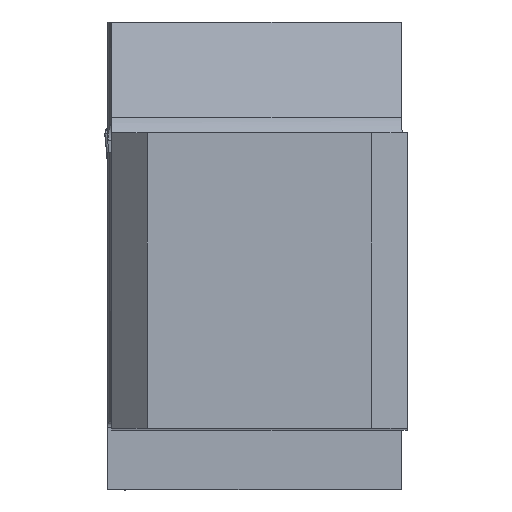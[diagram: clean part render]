
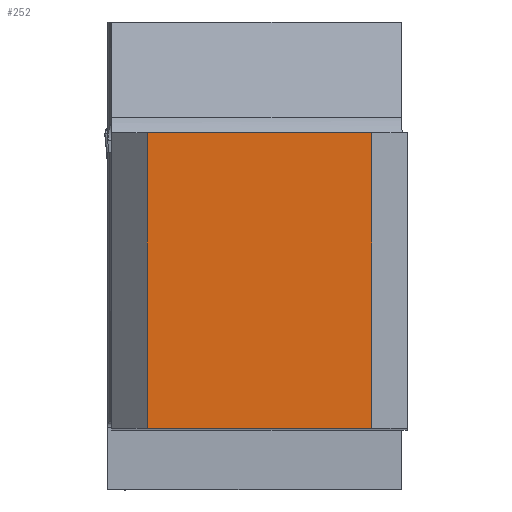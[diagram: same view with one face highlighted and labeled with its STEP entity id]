
A CAD part, top view. The second image highlights one B-rep face of the part: STEP entity #252.
In plain terms, the highlighted planar face has unit normal (0, 0, 1).
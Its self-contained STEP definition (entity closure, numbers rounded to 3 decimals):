
#252=ADVANCED_FACE('CU_BACK_SU1',(#430),#366,.F.);
#366=PLANE('',#2294);
#430=FACE_OUTER_BOUND('',#548,.T.);
#548=EDGE_LOOP('',(#842,#843,#844,#845));
#842=ORIENTED_EDGE('',*,*,#1638,.F.);
#843=ORIENTED_EDGE('',*,*,#1636,.T.);
#844=ORIENTED_EDGE('',*,*,#1639,.T.);
#845=ORIENTED_EDGE('',*,*,#1596,.F.);
#1389=VERTEX_POINT('',#3029);
#1390=VERTEX_POINT('',#3031);
#1413=VERTEX_POINT('',#3140);
#1414=VERTEX_POINT('',#3142);
#1596=EDGE_CURVE('',#1389,#1390,#1898,.T.);
#1636=EDGE_CURVE('',#1414,#1413,#1924,.T.);
#1638=EDGE_CURVE('',#1414,#1389,#1926,.T.);
#1639=EDGE_CURVE('',#1413,#1390,#1927,.T.);
#1898=LINE('',#3030,#2075);
#1924=LINE('',#3141,#2101);
#1926=LINE('',#3145,#2103);
#1927=LINE('',#3146,#2104);
#2075=VECTOR('',#2506,1.);
#2101=VECTOR('',#2574,1.);
#2103=VECTOR('',#2578,1.);
#2104=VECTOR('',#2579,1.);
#2294=AXIS2_PLACEMENT_3D('',#3147,#2580,#2581);
#2506=DIRECTION('',(1.,0.,0.));
#2574=DIRECTION('',(1.,0.,0.));
#2578=DIRECTION('',(0.,1.,0.));
#2579=DIRECTION('',(0.,1.,0.));
#2580=DIRECTION('',(0.,0.,-1.));
#2581=DIRECTION('',(-1.,0.,0.));
#3029=CARTESIAN_POINT('',(-21.925,24.925,0.));
#3030=CARTESIAN_POINT('',(-110.,24.925,0.));
#3031=CARTESIAN_POINT('',(-3.,24.925,0.));
#3140=CARTESIAN_POINT('',(-3.,0.,0.));
#3141=CARTESIAN_POINT('',(-110.,0.,0.));
#3142=CARTESIAN_POINT('',(-21.925,0.,0.));
#3145=CARTESIAN_POINT('',(-21.925,0.,0.));
#3146=CARTESIAN_POINT('',(-3.,0.,0.));
#3147=CARTESIAN_POINT('',(23.246,44.925,0.));
